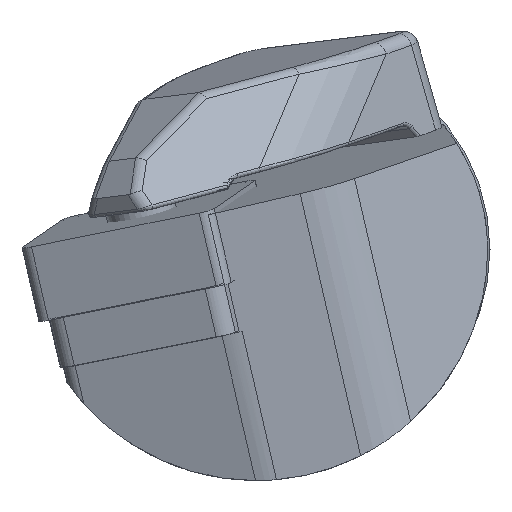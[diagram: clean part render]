
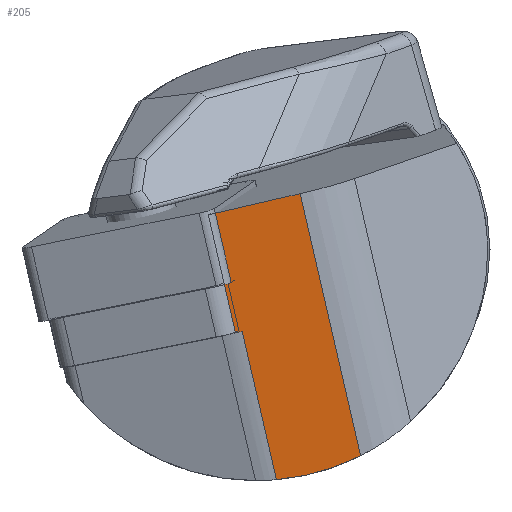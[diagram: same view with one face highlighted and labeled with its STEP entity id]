
A CAD part, left-side view. The second image highlights one B-rep face of the part: STEP entity #205.
In plain terms, the highlighted planar face has unit normal (-0.995, -0.024, -0.102).
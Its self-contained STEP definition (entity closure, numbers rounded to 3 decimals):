
#156=ELLIPSE('',#1876,14.58,14.5);
#205=ADVANCED_FACE('',(#353),#312,.F.);
#312=PLANE('',#1877);
#353=FACE_OUTER_BOUND('',#457,.T.);
#457=EDGE_LOOP('',(#885,#886,#887,#888,#889,#890));
#569=LINE('',#2646,#696);
#579=LINE('',#2667,#706);
#584=LINE('',#2685,#711);
#591=LINE('',#2760,#718);
#594=LINE('',#2774,#721);
#696=VECTOR('',#2083,1.);
#706=VECTOR('',#2099,1.);
#711=VECTOR('',#2114,1.);
#718=VECTOR('',#2143,1.);
#721=VECTOR('',#2154,1.);
#885=ORIENTED_EDGE('',*,*,#1534,.F.);
#886=ORIENTED_EDGE('',*,*,#1563,.F.);
#887=ORIENTED_EDGE('',*,*,#1568,.T.);
#888=ORIENTED_EDGE('',*,*,#1569,.T.);
#889=ORIENTED_EDGE('',*,*,#1543,.F.);
#890=ORIENTED_EDGE('',*,*,#1523,.T.);
#1355=VERTEX_POINT('',#2645);
#1356=VERTEX_POINT('',#2647);
#1363=VERTEX_POINT('',#2666);
#1372=VERTEX_POINT('',#2686);
#1388=VERTEX_POINT('',#2759);
#1391=VERTEX_POINT('',#2773);
#1523=EDGE_CURVE('',#1356,#1355,#569,.T.);
#1534=EDGE_CURVE('',#1363,#1355,#579,.T.);
#1543=EDGE_CURVE('',#1356,#1372,#584,.T.);
#1563=EDGE_CURVE('',#1388,#1363,#591,.T.);
#1568=EDGE_CURVE('',#1388,#1391,#156,.T.);
#1569=EDGE_CURVE('',#1391,#1372,#594,.T.);
#1876=AXIS2_PLACEMENT_3D('',#2772,#2152,#2153);
#1877=AXIS2_PLACEMENT_3D('',#2775,#2155,#2156);
#2083=DIRECTION('',(0.105,-0.224,-0.969));
#2099=DIRECTION('',(0.,0.974,-0.225));
#2114=DIRECTION('',(0.,-0.974,0.225));
#2143=DIRECTION('',(-0.105,0.224,0.969));
#2152=DIRECTION('',(-0.995,-0.024,-0.102));
#2153=DIRECTION('',(0.105,-0.224,-0.969));
#2154=DIRECTION('',(-0.105,0.224,0.969));
#2155=DIRECTION('',(0.995,0.024,0.102));
#2156=DIRECTION('',(0.102,0.,-0.995));
#2645=CARTESIAN_POINT('',(1.626,3.457,-5.244));
#2646=CARTESIAN_POINT('',(3.931,-1.478,-26.621));
#2647=CARTESIAN_POINT('',(0.827,5.167,2.159));
#2666=CARTESIAN_POINT('',(1.626,3.033,-5.146));
#2667=CARTESIAN_POINT('',(1.626,3.033,-5.146));
#2685=CARTESIAN_POINT('',(0.827,4.742,2.257));
#2686=CARTESIAN_POINT('',(0.827,-0.595,3.489));
#2759=CARTESIAN_POINT('',(2.629,0.886,-14.445));
#2760=CARTESIAN_POINT('',(3.931,-1.902,-26.523));
#2772=CARTESIAN_POINT('',(1.119,2.15,0.));
#2773=CARTESIAN_POINT('',(2.599,-4.388,-12.942));
#2774=CARTESIAN_POINT('',(3.931,-7.239,-25.291));
#2775=CARTESIAN_POINT('',(3.931,-1.902,-26.523));
